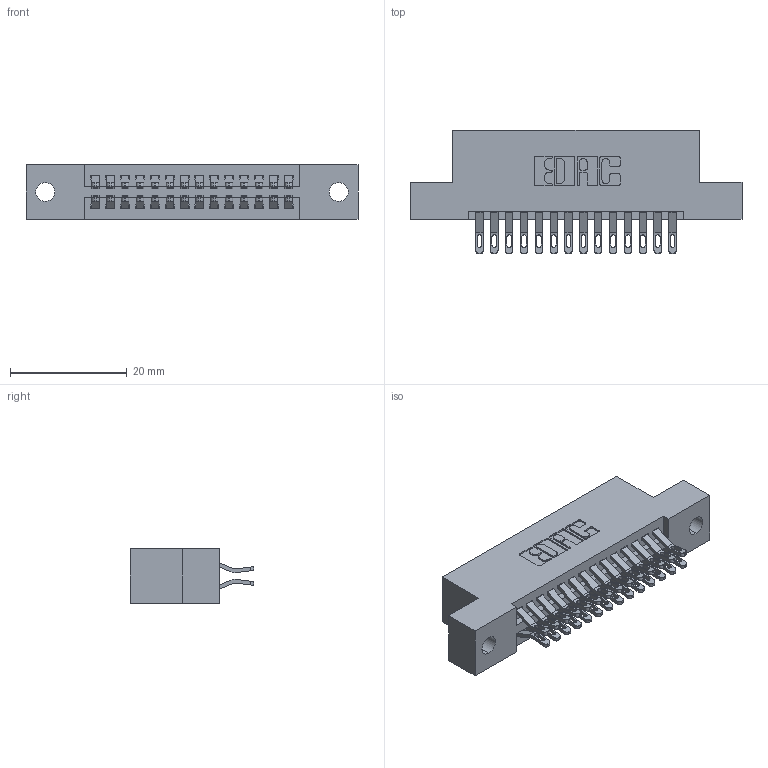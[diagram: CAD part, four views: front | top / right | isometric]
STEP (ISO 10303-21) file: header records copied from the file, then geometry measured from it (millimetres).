
FILE_DESCRIPTION (( 'STEP AP203' ), '1' );
FILE_NAME ('395-028-555-202.STEP', '2019-10-16T20:00:54', ( '' ), ( '' ), 'SwSTEP 2.0', 'SolidWorks 2016', '' );
FILE_SCHEMA (( 'CONFIG_CONTROL_DESIGN' ));
Length unit declared in the file: inch
Products named in the file (3): 345 Part_Flush Mounting Lugs - 0.128 Dia; 345-292-001_555 Tail; 395-028-555-202
Assembly tree (29 placements, depth 2):
  395-028-555-202
    345 Part_Flush Mounting Lugs - 0.128 Dia
    345-292-001_555 Tail  x28
Bounding box: 56.77 x 21.13 x 9.4 mm (x, y, z)
Volume: 5299.2 mm3; surface area: 7300.6 mm2
Topology: 29 solids, 29 shells, 1694 faces, 5297 edges, 3530 vertices
Faces by surface type: plane 948, cylinder 746
Entity records: 15083 total; most frequent: CARTESIAN_POINT 2590, ORIENTED_EDGE 2494, DIRECTION 2287, EDGE_CURVE 1247, LINE 1039, VECTOR 1039, VERTEX_POINT 830, AXIS2_PLACEMENT_3D 624
